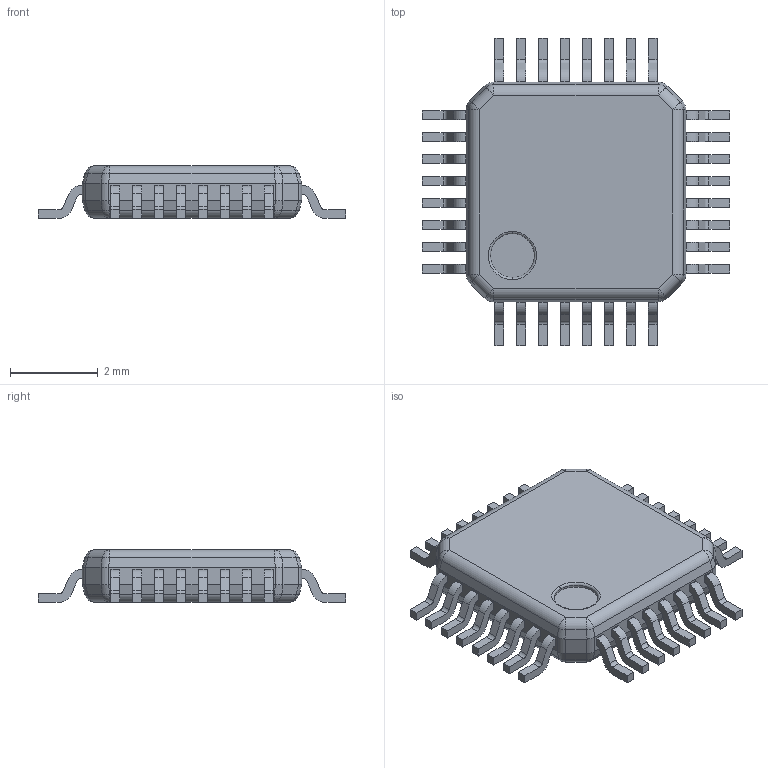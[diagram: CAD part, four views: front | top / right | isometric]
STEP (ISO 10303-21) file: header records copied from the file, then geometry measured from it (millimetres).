
FILE_DESCRIPTION(('FreeCAD Model'),'2;1');
FILE_NAME('QFP50P700X700X120-32.step','2021-03-29T21:46:30',('kicad StepUp'),( 'ksu MCAD'),'Open CASCADE STEP processor 7.2','FreeCAD','Unknown');
FILE_SCHEMA(('AUTOMOTIVE_DESIGN { 1 0 10303 214 1 1 1 1 }'));
Length unit declared in the file: millimetre
Products named in the file (1): QFP50P700X700X120-32
Bounding box: 7 x 7 x 1.2 mm (x, y, z)
Volume: 29.9 mm3; surface area: 101.7 mm2
Topology: 33 solids, 33 shells, 535 faces, 1370 edges, 886 vertices
Faces by surface type: plane 347, cylinder 170, sphere 16, torus 2
Entity records: 19675 total; most frequent: CARTESIAN_POINT 2920, ORIENTED_EDGE 2708, DIRECTION 2690, EDGE_CURVE 1354, LINE 994, VECTOR 994, VERTEX_POINT 886, AXIS2_PLACEMENT_3D 848
